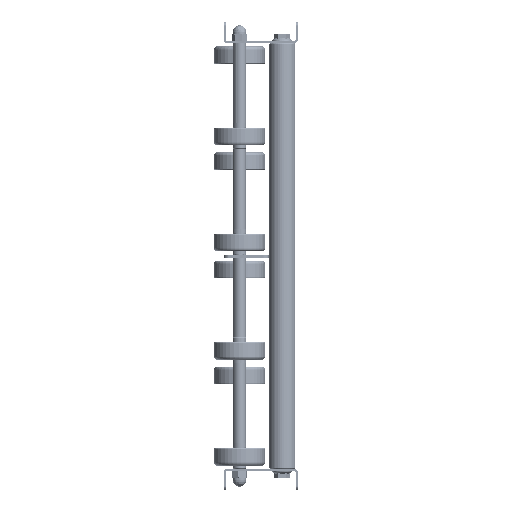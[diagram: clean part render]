
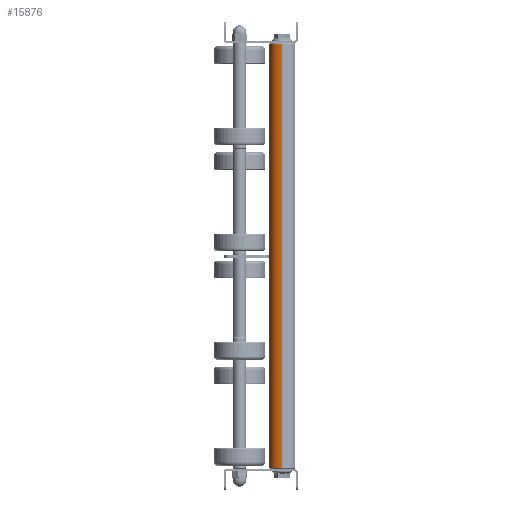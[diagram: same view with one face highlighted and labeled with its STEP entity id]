
A CAD part, left-side view. The second image highlights one B-rep face of the part: STEP entity #15876.
In plain terms, the highlighted cylindrical face has radius 12.5 mm (diameter 25 mm), a partial arc.
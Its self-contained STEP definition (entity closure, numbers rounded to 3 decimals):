
#70 = VERTEX_POINT ( 'NONE', #36589 ) ;
#2240 = FACE_OUTER_BOUND ( 'NONE', #11140, .T. ) ;
#2459 = CYLINDRICAL_SURFACE ( 'NONE', #21475, 12.5 ) ;
#4472 = CARTESIAN_POINT ( 'NONE',  ( 1., 0., 0. ) ) ;
#5512 = DIRECTION ( 'NONE',  ( -1., 0., 0. ) ) ;
#5721 = CARTESIAN_POINT ( 'NONE',  ( 1., 0., 12.5 ) ) ;
#7075 = VERTEX_POINT ( 'NONE', #36897 ) ;
#7632 = DIRECTION ( 'NONE',  ( 0., 0., 1. ) ) ;
#10285 = LINE ( 'NONE', #28178, #33527 ) ;
#10292 = CARTESIAN_POINT ( 'NONE',  ( 1., 0., -12.5 ) ) ;
#11140 = EDGE_LOOP ( 'NONE', ( #27928, #26702, #34078, #12941 ) ) ;
#11219 = CARTESIAN_POINT ( 'NONE',  ( 400., 0., 12.5 ) ) ;
#11242 = VERTEX_POINT ( 'NONE', #10292 ) ;
#11391 = CARTESIAN_POINT ( 'NONE',  ( 399., 0., 0. ) ) ;
#11557 = AXIS2_PLACEMENT_3D ( 'NONE', #4472, #36126, #16069 ) ;
#12941 = ORIENTED_EDGE ( 'NONE', *, *, #15880, .F. ) ;
#15876 = ADVANCED_FACE ( 'NONE', ( #2240 ), #2459, .T. ) ;
#15880 = EDGE_CURVE ( 'NONE', #70, #22938, #25155, .T. ) ;
#16069 = DIRECTION ( 'NONE',  ( 0., 0., -1. ) ) ;
#16499 = AXIS2_PLACEMENT_3D ( 'NONE', #11391, #26275, #29308 ) ;
#19237 = DIRECTION ( 'NONE',  ( -1., 0., 0. ) ) ;
#20177 = CIRCLE ( 'NONE', #16499, 12.5 ) ;
#21475 = AXIS2_PLACEMENT_3D ( 'NONE', #31631, #5512, #7632 ) ;
#22841 = EDGE_CURVE ( 'NONE', #11242, #22938, #37162, .T. ) ;
#22938 = VERTEX_POINT ( 'NONE', #5721 ) ;
#25155 = LINE ( 'NONE', #11219, #31824 ) ;
#26275 = DIRECTION ( 'NONE',  ( -1., 0., 0. ) ) ;
#26702 = ORIENTED_EDGE ( 'NONE', *, *, #28690, .T. ) ;
#27928 = ORIENTED_EDGE ( 'NONE', *, *, #28861, .T. ) ;
#28178 = CARTESIAN_POINT ( 'NONE',  ( 400., 0., -12.5 ) ) ;
#28690 = EDGE_CURVE ( 'NONE', #7075, #11242, #10285, .T. ) ;
#28750 = DIRECTION ( 'NONE',  ( -1., 0., 0. ) ) ;
#28861 = EDGE_CURVE ( 'NONE', #70, #7075, #20177, .T. ) ;
#29308 = DIRECTION ( 'NONE',  ( 0., 0., -1. ) ) ;
#31631 = CARTESIAN_POINT ( 'NONE',  ( 400., 0., 0. ) ) ;
#31824 = VECTOR ( 'NONE', #28750, 1000. ) ;
#33527 = VECTOR ( 'NONE', #19237, 1000. ) ;
#34078 = ORIENTED_EDGE ( 'NONE', *, *, #22841, .T. ) ;
#36126 = DIRECTION ( 'NONE',  ( 1., 0., 0. ) ) ;
#36589 = CARTESIAN_POINT ( 'NONE',  ( 399., 0., 12.5 ) ) ;
#36897 = CARTESIAN_POINT ( 'NONE',  ( 399., 0., -12.5 ) ) ;
#37162 = CIRCLE ( 'NONE', #11557, 12.5 ) ;
